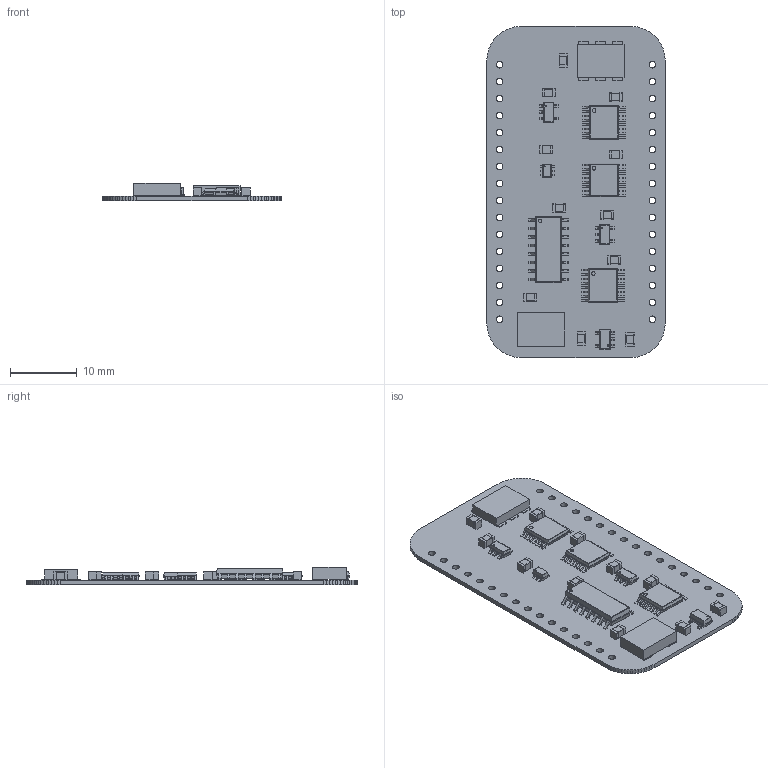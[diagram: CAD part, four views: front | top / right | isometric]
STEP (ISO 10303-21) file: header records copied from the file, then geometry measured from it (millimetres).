
FILE_DESCRIPTION(('KiCad electronic assembly'),'2;1');
FILE_NAME('Sound Clock.step','2023-10-11T21:21:26',('Pcbnew'),('Kicad'), 'Open CASCADE STEP processor 7.6','KiCad to STEP converter','Unknown' );
FILE_SCHEMA(('AUTOMOTIVE_DESIGN { 1 0 10303 214 1 1 1 1 }'));
Length unit declared in the file: millimetre
Products named in the file (18): Sound Clock 1; 74LVC2G04GW-Q100H; COMPOUND; MC74VHC139DR2G; C_0805_2012Metric; SOLID; ASVK-32.768KHZ-LJT; M74VHC1G126DTT1G; QS3253S1G; AP7365-33WG-7; XLH735010.000000X; Sound Clock PCB
Assembly tree (30 placements, depth 3):
  Sound Clock 1
    74LVC2G04GW-Q100H
      COMPOUND
    MC74VHC139DR2G  x3
      COMPOUND
    C_0805_2012Metric  x11
      SOLID
    ASVK-32.768KHZ-LJT
      COMPOUND
    M74VHC1G126DTT1G  x2
      COMPOUND
    QS3253S1G
      COMPOUND
    AP7365-33WG-7
      COMPOUND
    XLH735010.000000X
      COMPOUND
    Sound Clock PCB
Bounding box: 26.67 x 49.53 x 2.63 mm (x, y, z)
Volume: 1156.7 mm3; surface area: 3577.5 mm2
Topology: 117 solids, 117 shells, 1787 faces, 4441 edges, 2918 vertices
Faces by surface type: plane 1296, cylinder 491
Full cylindrical faces by diameter (mm): 0.156 x1, 0.188 x2, 0.2 x1, 0.487 x1, 0.55 x3, 1 x32
Entity records: 60453 total; most frequent: CARTESIAN_POINT 11576, DIRECTION 9165, LINE 6177, VECTOR 6177, ORIENTED_EDGE 4718, PCURVE 4718, DEFINITIONAL_REPRESENTATION 4718, EDGE_CURVE 2359
